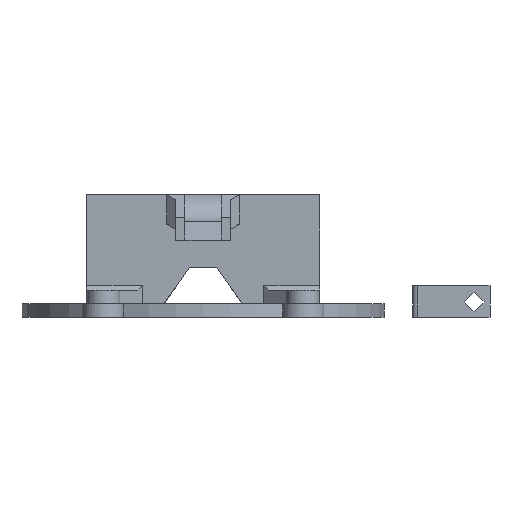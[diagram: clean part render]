
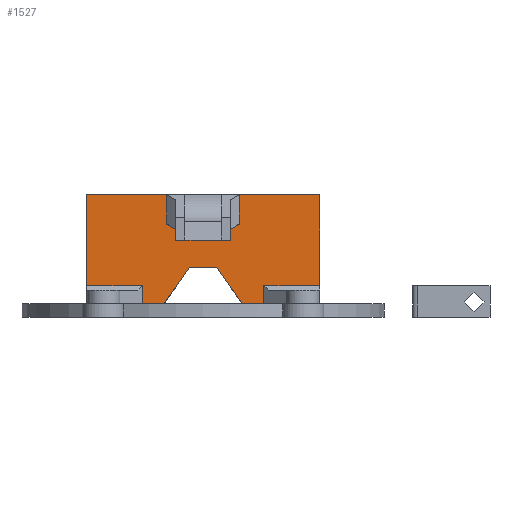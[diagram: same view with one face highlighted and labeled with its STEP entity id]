
A CAD part, front view. The second image highlights one B-rep face of the part: STEP entity #1527.
In plain terms, the highlighted planar face has unit normal (0, -1, 0).
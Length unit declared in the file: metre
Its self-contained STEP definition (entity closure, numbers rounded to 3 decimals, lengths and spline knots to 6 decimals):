
#386=ORIENTED_EDGE('',*,*,#665,.T.);
#387=ORIENTED_EDGE('',*,*,#703,.T.);
#388=ORIENTED_EDGE('',*,*,#704,.T.);
#389=ORIENTED_EDGE('',*,*,#705,.T.);
#390=ORIENTED_EDGE('',*,*,#656,.T.);
#391=ORIENTED_EDGE('',*,*,#650,.F.);
#392=ORIENTED_EDGE('',*,*,#706,.T.);
#393=ORIENTED_EDGE('',*,*,#707,.T.);
#394=ORIENTED_EDGE('',*,*,#708,.F.);
#395=ORIENTED_EDGE('',*,*,#709,.F.);
#396=ORIENTED_EDGE('',*,*,#710,.F.);
#397=ORIENTED_EDGE('',*,*,#711,.F.);
#398=ORIENTED_EDGE('',*,*,#623,.F.);
#399=ORIENTED_EDGE('',*,*,#712,.T.);
#400=ORIENTED_EDGE('',*,*,#713,.T.);
#401=ORIENTED_EDGE('',*,*,#641,.T.);
#623=EDGE_CURVE('',#810,#806,#950,.T.);
#641=EDGE_CURVE('',#828,#827,#963,.T.);
#650=EDGE_CURVE('',#835,#836,#972,.T.);
#656=EDGE_CURVE('',#841,#836,#976,.T.);
#665=EDGE_CURVE('',#827,#848,#985,.T.);
#703=EDGE_CURVE('',#848,#872,#1017,.T.);
#704=EDGE_CURVE('',#872,#873,#1018,.T.);
#705=EDGE_CURVE('',#873,#841,#1019,.T.);
#706=EDGE_CURVE('',#835,#874,#1020,.T.);
#707=EDGE_CURVE('',#874,#875,#1021,.T.);
#708=EDGE_CURVE('',#876,#875,#1022,.T.);
#709=EDGE_CURVE('',#877,#876,#1023,.T.);
#710=EDGE_CURVE('',#878,#877,#1024,.T.);
#711=EDGE_CURVE('',#806,#878,#1025,.T.);
#712=EDGE_CURVE('',#810,#879,#1026,.T.);
#713=EDGE_CURVE('',#879,#828,#1027,.T.);
#806=VERTEX_POINT('',#2366);
#810=VERTEX_POINT('',#2374);
#827=VERTEX_POINT('',#2412);
#828=VERTEX_POINT('',#2414);
#835=VERTEX_POINT('',#2430);
#836=VERTEX_POINT('',#2432);
#841=VERTEX_POINT('',#2444);
#848=VERTEX_POINT('',#2459);
#872=VERTEX_POINT('',#2534);
#873=VERTEX_POINT('',#2536);
#874=VERTEX_POINT('',#2539);
#875=VERTEX_POINT('',#2541);
#876=VERTEX_POINT('',#2543);
#877=VERTEX_POINT('',#2545);
#878=VERTEX_POINT('',#2547);
#879=VERTEX_POINT('',#2550);
#950=LINE('',#2375,#1113);
#963=LINE('',#2413,#1126);
#972=LINE('',#2431,#1135);
#976=LINE('',#2443,#1139);
#985=LINE('',#2460,#1148);
#1017=LINE('',#2533,#1180);
#1018=LINE('',#2535,#1181);
#1019=LINE('',#2537,#1182);
#1020=LINE('',#2538,#1183);
#1021=LINE('',#2540,#1184);
#1022=LINE('',#2542,#1185);
#1023=LINE('',#2544,#1186);
#1024=LINE('',#2546,#1187);
#1025=LINE('',#2548,#1188);
#1026=LINE('',#2549,#1189);
#1027=LINE('',#2551,#1190);
#1113=VECTOR('',#1942,1.);
#1126=VECTOR('',#1971,1.);
#1135=VECTOR('',#1982,1.);
#1139=VECTOR('',#1992,1.);
#1148=VECTOR('',#2001,1.);
#1180=VECTOR('',#2069,1.);
#1181=VECTOR('',#2070,1.);
#1182=VECTOR('',#2071,1.);
#1183=VECTOR('',#2072,1.);
#1184=VECTOR('',#2073,1.);
#1185=VECTOR('',#2074,1.);
#1186=VECTOR('',#2075,1.);
#1187=VECTOR('',#2076,1.);
#1188=VECTOR('',#2077,1.);
#1189=VECTOR('',#2078,1.);
#1190=VECTOR('',#2079,1.);
#1284=EDGE_LOOP('',(#386,#387,#388,#389,#390,#391,#392,#393,#394,#395,#396,
#397,#398,#399,#400,#401));
#1387=FACE_BOUND('',#1284,.T.);
#1451=PLANE('',#1695);
#1527=ADVANCED_FACE('',(#1387),#1451,.T.);
#1695=AXIS2_PLACEMENT_3D('',#2532,#2067,#2068);
#1942=DIRECTION('',(-1.,0.,0.));
#1971=DIRECTION('',(0.,0.,1.));
#1982=DIRECTION('',(0.,0.,1.));
#1992=DIRECTION('',(-1.,0.,0.));
#2001=DIRECTION('',(-1.,0.,0.));
#2067=DIRECTION('',(0.,-1.,0.));
#2068=DIRECTION('',(0.,0.,-1.));
#2069=DIRECTION('',(0.,0.,-1.));
#2070=DIRECTION('',(-1.,0.,0.));
#2071=DIRECTION('',(0.,0.,1.));
#2072=DIRECTION('',(1.,0.,0.));
#2073=DIRECTION('',(0.,0.,-1.));
#2074=DIRECTION('',(-1.,0.,0.));
#2075=DIRECTION('',(-0.574,0.,-0.819));
#2076=DIRECTION('',(-1.,0.,0.));
#2077=DIRECTION('',(-0.574,0.,0.819));
#2078=DIRECTION('',(0.,0.,1.));
#2079=DIRECTION('',(1.,0.,0.));
#2366=CARTESIAN_POINT('',(0.008602,0.04,0.003));
#2374=CARTESIAN_POINT('',(0.01335,0.04,0.003));
#2375=CARTESIAN_POINT('',(0.,0.04,0.003));
#2412=CARTESIAN_POINT('',(0.02565,0.04,0.027));
#2413=CARTESIAN_POINT('',(0.02565,0.04,0.006));
#2414=CARTESIAN_POINT('',(0.02565,0.04,0.007));
#2430=CARTESIAN_POINT('',(-0.02565,0.04,0.007));
#2431=CARTESIAN_POINT('',(-0.02565,0.04,0.006));
#2432=CARTESIAN_POINT('',(-0.02565,0.04,0.027));
#2443=CARTESIAN_POINT('',(0.,0.04,0.027));
#2444=CARTESIAN_POINT('',(-0.008,0.04,0.027));
#2459=CARTESIAN_POINT('',(0.008,0.04,0.027));
#2460=CARTESIAN_POINT('',(0.,0.04,0.027));
#2532=CARTESIAN_POINT('',(0.,0.04,0.027));
#2533=CARTESIAN_POINT('',(0.008,0.04,0.0205));
#2534=CARTESIAN_POINT('',(0.008,0.04,0.0205));
#2535=CARTESIAN_POINT('',(0.006,0.04,0.0205));
#2536=CARTESIAN_POINT('',(-0.008,0.04,0.0205));
#2537=CARTESIAN_POINT('',(-0.008,0.04,0.027));
#2538=CARTESIAN_POINT('',(-0.01835,0.04,0.007));
#2539=CARTESIAN_POINT('',(-0.01335,0.04,0.007));
#2540=CARTESIAN_POINT('',(-0.01335,0.04,0.027));
#2541=CARTESIAN_POINT('',(-0.01335,0.04,0.003));
#2542=CARTESIAN_POINT('',(0.,0.04,0.003));
#2543=CARTESIAN_POINT('',(-0.008602,0.04,0.003));
#2544=CARTESIAN_POINT('',(-0.005801,0.04,0.007));
#2545=CARTESIAN_POINT('',(-0.003,0.04,0.011));
#2546=CARTESIAN_POINT('',(0.,0.04,0.011));
#2547=CARTESIAN_POINT('',(0.003,0.04,0.011));
#2548=CARTESIAN_POINT('',(0.005801,0.04,0.007));
#2549=CARTESIAN_POINT('',(0.01335,0.04,0.007));
#2550=CARTESIAN_POINT('',(0.01335,0.04,0.007));
#2551=CARTESIAN_POINT('',(0.02565,0.04,0.007));
